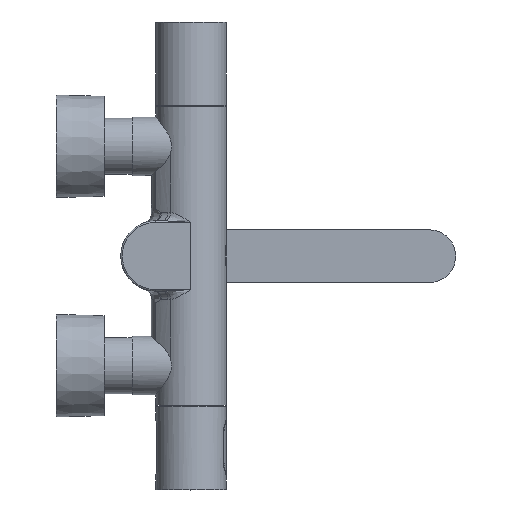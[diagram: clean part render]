
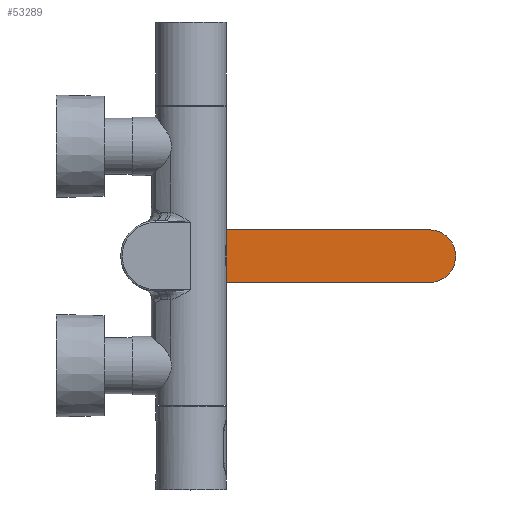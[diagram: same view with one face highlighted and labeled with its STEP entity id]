
A CAD part, top view. The second image highlights one B-rep face of the part: STEP entity #53289.
In plain terms, the highlighted planar face has unit normal (0, 0, 1).
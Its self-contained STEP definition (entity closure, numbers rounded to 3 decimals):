
#953=LINE('',#83509,#4170);
#954=LINE('',#83551,#4171);
#4170=VECTOR('',#69106,1000.);
#4171=VECTOR('',#69113,1000.);
#11636=ORIENTED_EDGE('',*,*,#28539,.T.);
#11637=ORIENTED_EDGE('',*,*,#28548,.F.);
#11638=ORIENTED_EDGE('',*,*,#28549,.F.);
#11639=ORIENTED_EDGE('',*,*,#28550,.T.);
#11640=ORIENTED_EDGE('',*,*,#28544,.T.);
#11641=ORIENTED_EDGE('',*,*,#28529,.T.);
#28529=EDGE_CURVE('',#36996,#36995,#42378,.F.);
#28539=EDGE_CURVE('',#36995,#37001,#953,.T.);
#28544=EDGE_CURVE('',#37004,#36996,#954,.T.);
#28548=EDGE_CURVE('',#37005,#37001,#42385,.F.);
#28549=EDGE_CURVE('',#37006,#37005,#42386,.F.);
#28550=EDGE_CURVE('',#37006,#37004,#42387,.T.);
#36995=VERTEX_POINT('',#83450);
#36996=VERTEX_POINT('',#83452);
#37001=VERTEX_POINT('',#83508);
#37004=VERTEX_POINT('',#83552);
#37005=VERTEX_POINT('',#83558);
#37006=VERTEX_POINT('',#83562);
#42378=CIRCLE('',#63593,18.);
#42385=CIRCLE('',#63605,20.);
#42386=CIRCLE('',#63607,24.);
#42387=CIRCLE('',#63608,20.);
#44768=EDGE_LOOP('',(#11636,#11637,#11638,#11639,#11640,#11641));
#48352=FACE_BOUND('',#44768,.T.);
#51921=PLANE('',#63606);
#53289=ADVANCED_FACE('',(#48352),#51921,.F.);
#63593=AXIS2_PLACEMENT_3D('',#83451,#69092,#69093);
#63605=AXIS2_PLACEMENT_3D('',#83559,#69122,#69123);
#63606=AXIS2_PLACEMENT_3D('',#83560,#69124,#69125);
#63607=AXIS2_PLACEMENT_3D('',#83561,#69126,#69127);
#63608=AXIS2_PLACEMENT_3D('',#83563,#69128,#69129);
#69092=DIRECTION('',(0.,0.,-1.));
#69093=DIRECTION('',(-1.,0.,0.));
#69106=DIRECTION('',(-1.,0.,0.));
#69113=DIRECTION('',(1.,0.,0.));
#69122=DIRECTION('',(0.,0.,-1.));
#69123=DIRECTION('',(-1.,0.,0.));
#69124=DIRECTION('',(0.,0.,-1.));
#69125=DIRECTION('',(-1.,0.,0.));
#69126=DIRECTION('',(0.,0.,-1.));
#69127=DIRECTION('',(-1.,0.,0.));
#69128=DIRECTION('',(0.,0.,-1.));
#69129=DIRECTION('',(-1.,0.,0.));
#83450=CARTESIAN_POINT('',(163.,18.,-50.5));
#83451=CARTESIAN_POINT('',(163.,0.,-50.5));
#83452=CARTESIAN_POINT('',(163.,-18.,-50.5));
#83508=CARTESIAN_POINT('',(-1.819,18.,-50.5));
#83509=CARTESIAN_POINT('',(-24.,18.,-50.5));
#83551=CARTESIAN_POINT('',(-24.,-18.,-50.5));
#83552=CARTESIAN_POINT('',(-1.819,-18.,-50.5));
#83558=CARTESIAN_POINT('',(-11.901,20.727,-50.5));
#83559=CARTESIAN_POINT('',(-1.819,38.,-50.5));
#83560=CARTESIAN_POINT('',(196.,-30.,-50.5));
#83561=CARTESIAN_POINT('',(-24.,0.,-50.5));
#83562=CARTESIAN_POINT('',(-11.901,-20.727,-50.5));
#83563=CARTESIAN_POINT('',(-1.819,-38.,-50.5));
